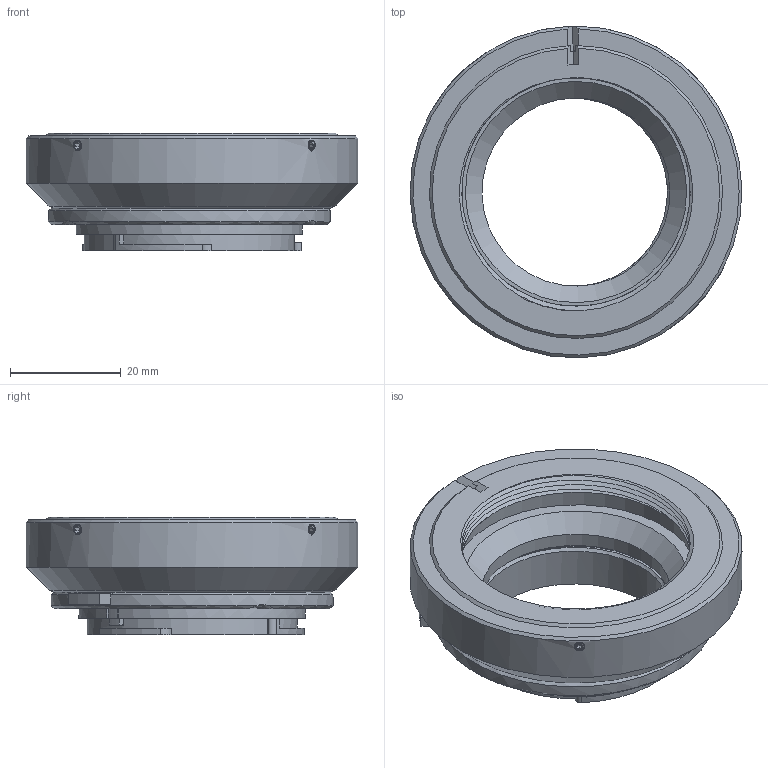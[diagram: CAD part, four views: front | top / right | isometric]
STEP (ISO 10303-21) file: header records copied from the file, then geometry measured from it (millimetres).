
FILE_DESCRIPTION(/* description */ (''),/* implementation_level */ '2;1');
FILE_NAME(/* name */ 'dumbBody_M42_PENF_assembly',/* time_stamp */ '2023-12-11T19:22:31-05:00',/* author */ ('George Moua'),/* organization */ ('Archive 663'),/* preprocessor_version */ 'ST-DEVELOPER v16.7',/* originating_system */ 'Solid Edge',/* authorisation */ 'Unknown');
FILE_SCHEMA (('AUTOMOTIVE_DESIGN {1 0 10303 214 3 1 1}'));
Length unit declared in the file: millimetre
Products named in the file (7): dumbAdapter_PENF; mountLensBase_lensLock_PENF; M2_setScrew_5mm; M1.6_panHead_5mm; mountLensDumbBody_PENF; dumbBody_M42_PENF; mountBodyBase_Thread_M42
Assembly tree (11 placements, depth 2):
  dumbAdapter_PENF
    mountLensBase_lensLock_PENF
    M2_setScrew_5mm  x4
    M1.6_panHead_5mm  x3
    mountLensDumbBody_PENF
    dumbBody_M42_PENF
    mountBodyBase_Thread_M42
Bounding box: 59.99 x 59.99 x 21.3 mm (x, y, z)
Volume: 23694.8 mm3; surface area: 15597.4 mm2
Topology: 14 solids, 14 shells, 327 faces, 836 edges, 545 vertices
Faces by surface type: plane 181, cylinder 83, cone 33, bspline 19, torus 6, sphere 5
Full cylindrical faces by diameter (mm): 1.4 x3, 1.7 x4, 1.8 x3, 3.203 x3, 34 x2, 44 x1, 50.8 x2, 51 x2, 60 x1
Entity records: 18897 total; most frequent: CARTESIAN_POINT 13968, DIRECTION 999, ORIENTED_EDGE 934, EDGE_CURVE 467, AXIS2_PLACEMENT_3D 395, VERTEX_POINT 322, EDGE_LOOP 269, FACE_BOUND 269
